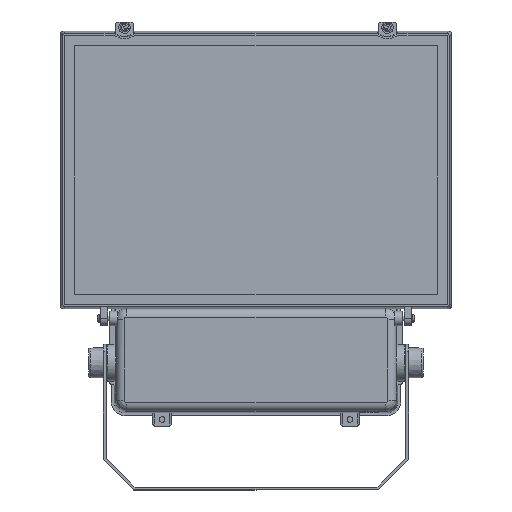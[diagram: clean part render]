
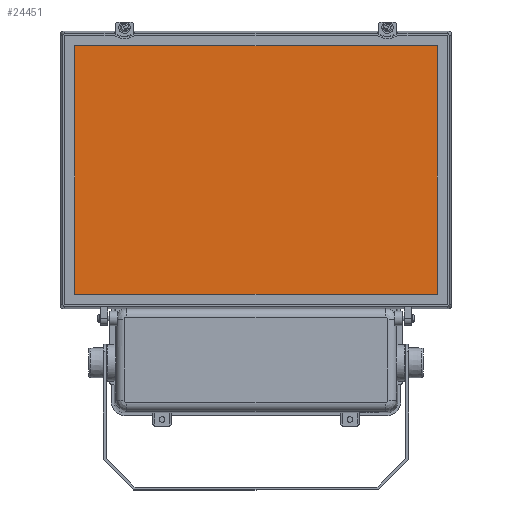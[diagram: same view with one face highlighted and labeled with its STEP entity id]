
A CAD part, top view. The second image highlights one B-rep face of the part: STEP entity #24451.
In plain terms, the highlighted planar face has unit normal (0, 0, 1).
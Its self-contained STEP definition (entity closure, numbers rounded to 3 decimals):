
#927 = DIRECTION ( 'NONE',  ( 1., 0., 0. ) ) ;
#1191 = CARTESIAN_POINT ( 'NONE',  ( 0., 0., 10. ) ) ;
#1560 = VECTOR ( 'NONE', #12361, 1000. ) ;
#1933 = VECTOR ( 'NONE', #11433, 1000. ) ;
#2166 = LINE ( 'NONE', #10264, #1560 ) ;
#3169 = DIRECTION ( 'NONE',  ( 0., 0., 1. ) ) ;
#3783 = CARTESIAN_POINT ( 'NONE',  ( -192.751, 132.251, 10. ) ) ;
#4002 = ORIENTED_EDGE ( 'NONE', *, *, #21724, .T. ) ;
#4309 = EDGE_CURVE ( 'NONE', #21686, #8242, #12901, .T. ) ;
#6981 = ORIENTED_EDGE ( 'NONE', *, *, #4309, .T. ) ;
#7209 = LINE ( 'NONE', #11127, #17528 ) ;
#7306 = ORIENTED_EDGE ( 'NONE', *, *, #21948, .T. ) ;
#8242 = VERTEX_POINT ( 'NONE', #11298 ) ;
#10264 = CARTESIAN_POINT ( 'NONE',  ( -192.751, 132.251, 10. ) ) ;
#10631 = CARTESIAN_POINT ( 'NONE',  ( 192.751, -132.251, 10. ) ) ;
#11127 = CARTESIAN_POINT ( 'NONE',  ( -192.751, -132.251, 10. ) ) ;
#11298 = CARTESIAN_POINT ( 'NONE',  ( -192.751, -132.251, 10. ) ) ;
#11433 = DIRECTION ( 'NONE',  ( 0., -1., 0. ) ) ;
#11610 = CARTESIAN_POINT ( 'NONE',  ( -192.751, 132.251, 10. ) ) ;
#11915 = EDGE_LOOP ( 'NONE', ( #4002, #23131, #6981, #7306 ) ) ;
#12319 = DIRECTION ( 'NONE',  ( 0., 1., 0. ) ) ;
#12361 = DIRECTION ( 'NONE',  ( -1., 0., 0. ) ) ;
#12901 = LINE ( 'NONE', #11610, #1933 ) ;
#17227 = LINE ( 'NONE', #22589, #22052 ) ;
#17528 = VECTOR ( 'NONE', #927, 1000. ) ;
#17629 = DIRECTION ( 'NONE',  ( 1., 0., 0. ) ) ;
#18077 = FACE_OUTER_BOUND ( 'NONE', #11915, .T. ) ;
#19810 = EDGE_CURVE ( 'NONE', #26071, #21686, #2166, .T. ) ;
#21686 = VERTEX_POINT ( 'NONE', #3783 ) ;
#21724 = EDGE_CURVE ( 'NONE', #26366, #26071, #17227, .T. ) ;
#21942 = AXIS2_PLACEMENT_3D ( 'NONE', #1191, #3169, #17629 ) ;
#21948 = EDGE_CURVE ( 'NONE', #8242, #26366, #7209, .T. ) ;
#22052 = VECTOR ( 'NONE', #12319, 1000. ) ;
#22589 = CARTESIAN_POINT ( 'NONE',  ( 192.751, 132.251, 10. ) ) ;
#23131 = ORIENTED_EDGE ( 'NONE', *, *, #19810, .T. ) ;
#23477 = CARTESIAN_POINT ( 'NONE',  ( 192.751, 132.251, 10. ) ) ;
#24451 = ADVANCED_FACE ( 'NONE', ( #18077 ), #25858, .T. ) ;
#25858 = PLANE ( 'NONE',  #21942 ) ;
#26071 = VERTEX_POINT ( 'NONE', #23477 ) ;
#26366 = VERTEX_POINT ( 'NONE', #10631 ) ;
